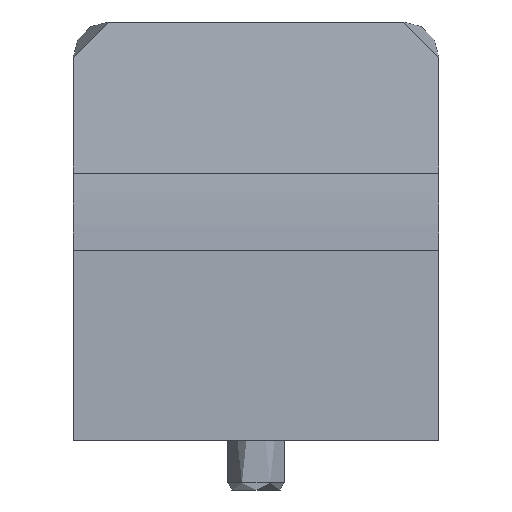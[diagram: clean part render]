
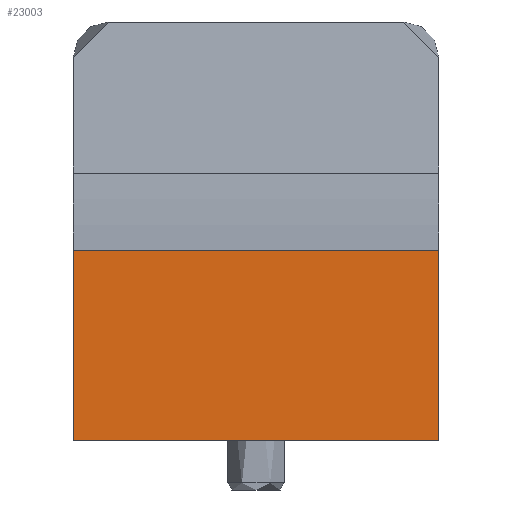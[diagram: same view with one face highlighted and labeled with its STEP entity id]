
A CAD part, left-side view. The second image highlights one B-rep face of the part: STEP entity #23003.
In plain terms, the highlighted planar face has unit normal (-1, 0, 0).
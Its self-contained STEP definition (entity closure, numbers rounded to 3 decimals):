
#1408 = DIRECTION ( 'NONE',  ( 0., 1., 0. ) ) ;
#4075 = CARTESIAN_POINT ( 'NONE',  ( -9., 26., 19.461 ) ) ;
#4453 = VERTEX_POINT ( 'NONE', #28764 ) ;
#5958 = ORIENTED_EDGE ( 'NONE', *, *, #16213, .F. ) ;
#7442 = CARTESIAN_POINT ( 'NONE',  ( -9., 26., -7.585 ) ) ;
#8208 = EDGE_CURVE ( 'NONE', #27880, #4453, #25781, .T. ) ;
#8354 = VERTEX_POINT ( 'NONE', #4075 ) ;
#9892 = LINE ( 'NONE', #30364, #21092 ) ;
#10522 = CARTESIAN_POINT ( 'NONE',  ( -9., 26., 0. ) ) ;
#13865 = VERTEX_POINT ( 'NONE', #7442 ) ;
#16213 = EDGE_CURVE ( 'NONE', #13865, #8354, #9892, .T. ) ;
#17520 = CARTESIAN_POINT ( 'NONE',  ( -9., -26., -7.585 ) ) ;
#17541 = ORIENTED_EDGE ( 'NONE', *, *, #21279, .F. ) ;
#18002 = EDGE_LOOP ( 'NONE', ( #17541, #21526, #27301, #5958 ) ) ;
#20245 = EDGE_CURVE ( 'NONE', #4453, #8354, #24807, .T. ) ;
#20552 = DIRECTION ( 'NONE',  ( 0., 1., 0. ) ) ;
#21092 = VECTOR ( 'NONE', #30486, 1000. ) ;
#21279 = EDGE_CURVE ( 'NONE', #27880, #13865, #32997, .T. ) ;
#21526 = ORIENTED_EDGE ( 'NONE', *, *, #8208, .T. ) ;
#21581 = DIRECTION ( 'NONE',  ( 0., 0., 1. ) ) ;
#21599 = VECTOR ( 'NONE', #21581, 1000. ) ;
#23003 = ADVANCED_FACE ( 'NONE', ( #30383 ), #33873, .F. ) ;
#23950 = DIRECTION ( 'NONE',  ( 0., 0., -1. ) ) ;
#24807 = LINE ( 'NONE', #33102, #32719 ) ;
#25136 = AXIS2_PLACEMENT_3D ( 'NONE', #10522, #26637, #23950 ) ;
#25781 = LINE ( 'NONE', #27164, #21599 ) ;
#26637 = DIRECTION ( 'NONE',  ( 1., 0., 0. ) ) ;
#27164 = CARTESIAN_POINT ( 'NONE',  ( -9., -26., 0. ) ) ;
#27301 = ORIENTED_EDGE ( 'NONE', *, *, #20245, .T. ) ;
#27880 = VERTEX_POINT ( 'NONE', #17520 ) ;
#28764 = CARTESIAN_POINT ( 'NONE',  ( -9., -26., 19.461 ) ) ;
#30364 = CARTESIAN_POINT ( 'NONE',  ( -9., 26., 0. ) ) ;
#30383 = FACE_OUTER_BOUND ( 'NONE', #18002, .T. ) ;
#30486 = DIRECTION ( 'NONE',  ( 0., 0., 1. ) ) ;
#31322 = VECTOR ( 'NONE', #20552, 1000. ) ;
#32719 = VECTOR ( 'NONE', #1408, 1000. ) ;
#32997 = LINE ( 'NONE', #33173, #31322 ) ;
#33102 = CARTESIAN_POINT ( 'NONE',  ( -9., 26., 19.461 ) ) ;
#33173 = CARTESIAN_POINT ( 'NONE',  ( -9., 26., -7.585 ) ) ;
#33873 = PLANE ( 'NONE',  #25136 ) ;
